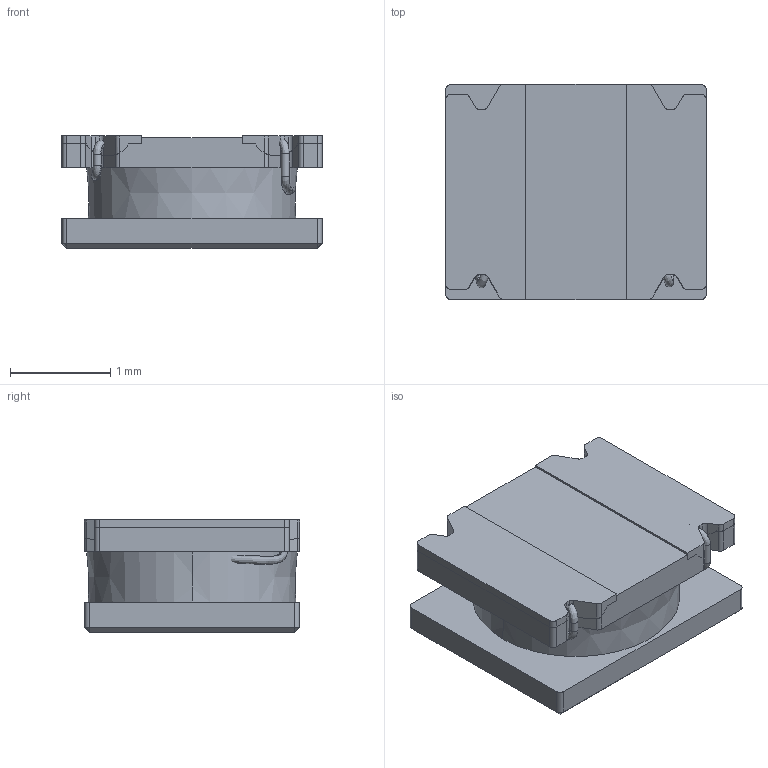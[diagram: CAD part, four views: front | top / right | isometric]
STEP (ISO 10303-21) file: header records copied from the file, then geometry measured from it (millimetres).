
FILE_DESCRIPTION (( 'STEP AP203' ), '1' );
FILE_NAME ('SDCL1V2512-R.STEP', '2021-04-20T02:18:52', ( '' ), ( '' ), 'SwSTEP 2.0', 'SolidWorks 2017', '' );
FILE_SCHEMA (( 'CONFIG_CONTROL_DESIGN' ));
Length unit declared in the file: millimetre
Products named in the file (1): SDCL1V2512-R
Bounding box: 2.6 x 2.15 x 1.12 mm (x, y, z)
Volume: 6 mm3; surface area: 63.6 mm2
Topology: 19 solids, 19 shells, 325 faces, 758 edges, 439 vertices
Faces by surface type: cylinder 145, torus 90, plane 76, bspline 10, cone 4
Entity records: 9989 total; most frequent: CARTESIAN_POINT 2419, DIRECTION 1711, ORIENTED_EDGE 1508, EDGE_CURVE 754, AXIS2_PLACEMENT_3D 702, VERTEX_POINT 439, CIRCLE 386, EDGE_LOOP 327
